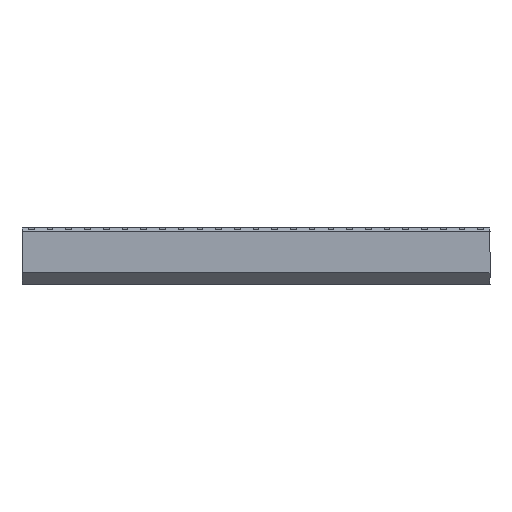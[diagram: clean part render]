
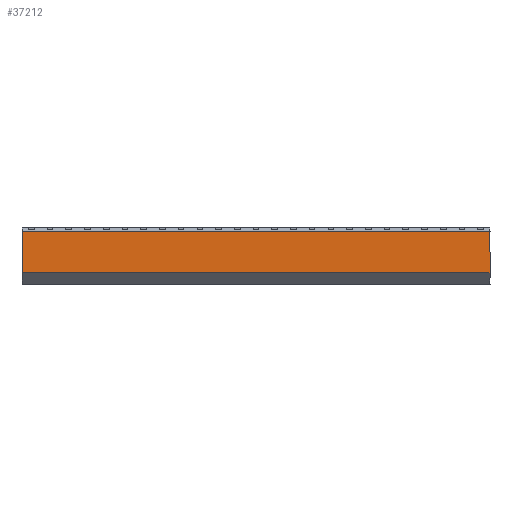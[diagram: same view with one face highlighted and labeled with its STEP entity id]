
A CAD part, front view. The second image highlights one B-rep face of the part: STEP entity #37212.
In plain terms, the highlighted planar face has unit normal (0, -1, 0).
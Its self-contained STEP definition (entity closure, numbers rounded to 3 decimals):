
#1032 = DIRECTION ( 'NONE',  ( 0., 1., 0. ) ) ;
#1039 = VERTEX_POINT ( 'NONE', #20578 ) ;
#1160 = PLANE ( 'NONE',  #29597 ) ;
#1253 = ORIENTED_EDGE ( 'NONE', *, *, #11995, .F. ) ;
#2881 = VERTEX_POINT ( 'NONE', #40056 ) ;
#3971 = LINE ( 'NONE', #38728, #36015 ) ;
#3993 = DIRECTION ( 'NONE',  ( 1., 0., 0. ) ) ;
#5234 = CARTESIAN_POINT ( 'NONE',  ( -62.5, -20., 3. ) ) ;
#5314 = VECTOR ( 'NONE', #33386, 1000. ) ;
#5996 = FACE_OUTER_BOUND ( 'NONE', #9279, .T. ) ;
#7250 = VERTEX_POINT ( 'NONE', #27546 ) ;
#9059 = DIRECTION ( 'NONE',  ( 0., 0., -1. ) ) ;
#9279 = EDGE_LOOP ( 'NONE', ( #1253, #34346, #15381, #36845 ) ) ;
#10208 = EDGE_CURVE ( 'NONE', #23968, #2881, #3971, .T. ) ;
#11333 = DIRECTION ( 'NONE',  ( 0., 0., 1. ) ) ;
#11995 = EDGE_CURVE ( 'NONE', #7250, #1039, #40282, .T. ) ;
#15381 = ORIENTED_EDGE ( 'NONE', *, *, #10208, .F. ) ;
#15767 = LINE ( 'NONE', #38508, #20105 ) ;
#16907 = EDGE_CURVE ( 'NONE', #7250, #2881, #15767, .T. ) ;
#20105 = VECTOR ( 'NONE', #11333, 1000. ) ;
#20578 = CARTESIAN_POINT ( 'NONE',  ( -62.5, -20., 3. ) ) ;
#21732 = CARTESIAN_POINT ( 'NONE',  ( -62.5, -20., 14. ) ) ;
#22234 = CARTESIAN_POINT ( 'NONE',  ( -62.5, -20., 15. ) ) ;
#23968 = VERTEX_POINT ( 'NONE', #21732 ) ;
#27546 = CARTESIAN_POINT ( 'NONE',  ( 62.5, -20., 3. ) ) ;
#28488 = VECTOR ( 'NONE', #9059, 1000. ) ;
#29597 = AXIS2_PLACEMENT_3D ( 'NONE', #22234, #1032, #37799 ) ;
#31977 = EDGE_CURVE ( 'NONE', #23968, #1039, #38778, .T. ) ;
#33386 = DIRECTION ( 'NONE',  ( -1., 0., 0. ) ) ;
#33877 = CARTESIAN_POINT ( 'NONE',  ( -62.5, -20., 15. ) ) ;
#34346 = ORIENTED_EDGE ( 'NONE', *, *, #16907, .T. ) ;
#36015 = VECTOR ( 'NONE', #3993, 1000. ) ;
#36845 = ORIENTED_EDGE ( 'NONE', *, *, #31977, .T. ) ;
#37212 = ADVANCED_FACE ( 'NONE', ( #5996 ), #1160, .F. ) ;
#37799 = DIRECTION ( 'NONE',  ( 0., 0., 1. ) ) ;
#38508 = CARTESIAN_POINT ( 'NONE',  ( 62.5, -20., 15. ) ) ;
#38728 = CARTESIAN_POINT ( 'NONE',  ( -62.5, -20., 14. ) ) ;
#38778 = LINE ( 'NONE', #33877, #28488 ) ;
#40056 = CARTESIAN_POINT ( 'NONE',  ( 62.5, -20., 14. ) ) ;
#40282 = LINE ( 'NONE', #5234, #5314 ) ;
